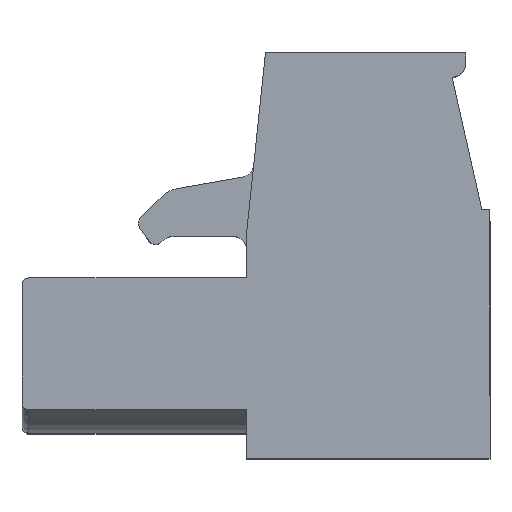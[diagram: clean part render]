
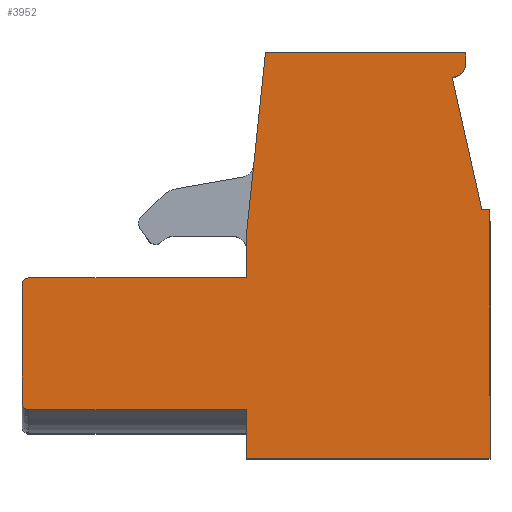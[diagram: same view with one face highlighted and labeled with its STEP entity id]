
A CAD part, top view. The second image highlights one B-rep face of the part: STEP entity #3952.
In plain terms, the highlighted planar face has unit normal (0, 0, 1).
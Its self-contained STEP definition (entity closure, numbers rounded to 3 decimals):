
#534=CARTESIAN_POINT('',(-3.7,8.3,2.5));
#535=VERTEX_POINT('',#534);
#542=CARTESIAN_POINT('',(-3.,15.,2.5));
#543=VERTEX_POINT('',#542);
#544=CARTESIAN_POINT('',(-3.7,8.3,2.5));
#545=DIRECTION('',(0.104,0.995,0.0));
#546=VECTOR('',#545,6.736);
#547=LINE('',#544,#546);
#548=EDGE_CURVE('',#535,#543,#547,.T.);
#3613=CARTESIAN_POINT('',(4.4,14.6,2.5));
#3614=VERTEX_POINT('',#3613);
#3615=CARTESIAN_POINT('',(3.9,14.1,2.5));
#3616=VERTEX_POINT('',#3615);
#3617=CARTESIAN_POINT('',(3.9,14.6,2.5));
#3618=DIRECTION('',(0.0,0.0,-1.0));
#3619=DIRECTION('',(0.707,-0.707,0.0));
#3620=AXIS2_PLACEMENT_3D('',#3617,#3618,#3619);
#3621=CIRCLE('',#3620,0.5);
#3622=EDGE_CURVE('',#3614,#3616,#3621,.T.);
#3647=CARTESIAN_POINT('',(4.4,15.0,2.5));
#3648=VERTEX_POINT('',#3647);
#3655=CARTESIAN_POINT('',(4.4,15.0,2.5));
#3656=DIRECTION('',(0.0,-1.0,0.0));
#3657=VECTOR('',#3656,0.4);
#3658=LINE('',#3655,#3657);
#3659=EDGE_CURVE('',#3648,#3614,#3658,.T.);
#3669=CARTESIAN_POINT('',(-11.75,1.8,2.5));
#3670=VERTEX_POINT('',#3669);
#3671=CARTESIAN_POINT('',(-12.,2.05,2.5));
#3672=VERTEX_POINT('',#3671);
#3673=CARTESIAN_POINT('',(-11.75,2.05,2.5));
#3674=DIRECTION('',(0.0,0.0,-1.0));
#3675=DIRECTION('',(-0.707,-0.707,0.0));
#3676=AXIS2_PLACEMENT_3D('',#3673,#3674,#3675);
#3677=CIRCLE('',#3676,0.25);
#3678=EDGE_CURVE('',#3670,#3672,#3677,.T.);
#3794=CARTESIAN_POINT('',(-12.,6.425,2.5));
#3795=VERTEX_POINT('',#3794);
#3796=CARTESIAN_POINT('',(-12.,6.425,2.5));
#3797=DIRECTION('',(0.0,-1.0,0.0));
#3798=VECTOR('',#3797,4.375);
#3799=LINE('',#3796,#3798);
#3800=EDGE_CURVE('',#3795,#3672,#3799,.T.);
#3865=CARTESIAN_POINT('',(0.798,7.341,2.5));
#3866=DIRECTION('',(0.0,0.0,1.0));
#3867=DIRECTION('',(1.0,0.0,0.0));
#3868=AXIS2_PLACEMENT_3D('',#3865,#3866,#3867);
#3869=PLANE('',#3868);
#3870=ORIENTED_EDGE('',*,*,#3622,.F.);
#3871=ORIENTED_EDGE('',*,*,#3659,.F.);
#3872=CARTESIAN_POINT('',(-3.,15.,2.5));
#3873=DIRECTION('',(1.0,0.0,0.0));
#3874=VECTOR('',#3873,7.4);
#3875=LINE('',#3872,#3874);
#3876=EDGE_CURVE('',#543,#3648,#3875,.T.);
#3877=ORIENTED_EDGE('',*,*,#3876,.F.);
#3878=ORIENTED_EDGE('',*,*,#548,.F.);
#3879=CARTESIAN_POINT('',(-3.7,6.675,2.5));
#3880=VERTEX_POINT('',#3879);
#3881=CARTESIAN_POINT('',(-3.7,6.675,2.5));
#3882=DIRECTION('',(0.0,1.0,0.0));
#3883=VECTOR('',#3882,1.625);
#3884=LINE('',#3881,#3883);
#3885=EDGE_CURVE('',#3880,#535,#3884,.T.);
#3886=ORIENTED_EDGE('',*,*,#3885,.F.);
#3887=CARTESIAN_POINT('',(-11.75,6.675,2.5));
#3888=VERTEX_POINT('',#3887);
#3889=CARTESIAN_POINT('',(-3.7,6.675,2.5));
#3890=DIRECTION('',(-1.0,0.0,0.0));
#3891=VECTOR('',#3890,8.05);
#3892=LINE('',#3889,#3891);
#3893=EDGE_CURVE('',#3880,#3888,#3892,.T.);
#3894=ORIENTED_EDGE('',*,*,#3893,.T.);
#3895=CARTESIAN_POINT('',(-11.75,6.425,2.5));
#3896=DIRECTION('',(0.0,0.0,-1.));
#3897=DIRECTION('',(-0.707,0.707,0.0));
#3898=AXIS2_PLACEMENT_3D('',#3895,#3896,#3897);
#3899=CIRCLE('',#3898,0.25);
#3900=EDGE_CURVE('',#3795,#3888,#3899,.T.);
#3901=ORIENTED_EDGE('',*,*,#3900,.F.);
#3902=ORIENTED_EDGE('',*,*,#3800,.T.);
#3903=ORIENTED_EDGE('',*,*,#3678,.F.);
#3904=CARTESIAN_POINT('',(-3.7,1.8,2.5));
#3905=VERTEX_POINT('',#3904);
#3906=CARTESIAN_POINT('',(-3.7,1.8,2.5));
#3907=DIRECTION('',(-1.0,0.0,0.0));
#3908=VECTOR('',#3907,8.05);
#3909=LINE('',#3906,#3908);
#3910=EDGE_CURVE('',#3905,#3670,#3909,.T.);
#3911=ORIENTED_EDGE('',*,*,#3910,.F.);
#3912=CARTESIAN_POINT('',(-3.7,0.0,2.5));
#3913=VERTEX_POINT('',#3912);
#3914=CARTESIAN_POINT('',(-3.7,0.0,2.5));
#3915=DIRECTION('',(0.0,1.0,0.0));
#3916=VECTOR('',#3915,1.8);
#3917=LINE('',#3914,#3916);
#3918=EDGE_CURVE('',#3913,#3905,#3917,.T.);
#3919=ORIENTED_EDGE('',*,*,#3918,.F.);
#3920=CARTESIAN_POINT('',(5.3,0.,2.5));
#3921=VERTEX_POINT('',#3920);
#3922=CARTESIAN_POINT('',(5.3,0.,2.5));
#3923=DIRECTION('',(-1.0,0.0,0.0));
#3924=VECTOR('',#3923,9.);
#3925=LINE('',#3922,#3924);
#3926=EDGE_CURVE('',#3921,#3913,#3925,.T.);
#3927=ORIENTED_EDGE('',*,*,#3926,.F.);
#3928=CARTESIAN_POINT('',(5.3,9.2,2.5));
#3929=VERTEX_POINT('',#3928);
#3930=CARTESIAN_POINT('',(5.3,9.2,2.5));
#3931=DIRECTION('',(0.0,-1.0,0.0));
#3932=VECTOR('',#3931,9.2);
#3933=LINE('',#3930,#3932);
#3934=EDGE_CURVE('',#3929,#3921,#3933,.T.);
#3935=ORIENTED_EDGE('',*,*,#3934,.F.);
#3936=CARTESIAN_POINT('',(5.,9.2,2.5));
#3937=VERTEX_POINT('',#3936);
#3938=CARTESIAN_POINT('',(5.,9.2,2.5));
#3939=DIRECTION('',(1.0,0.0,0.0));
#3940=VECTOR('',#3939,0.3);
#3941=LINE('',#3938,#3940);
#3942=EDGE_CURVE('',#3937,#3929,#3941,.T.);
#3943=ORIENTED_EDGE('',*,*,#3942,.F.);
#3944=CARTESIAN_POINT('',(3.9,14.1,2.5));
#3945=DIRECTION('',(0.219,-0.976,0.0));
#3946=VECTOR('',#3945,5.022);
#3947=LINE('',#3944,#3946);
#3948=EDGE_CURVE('',#3616,#3937,#3947,.T.);
#3949=ORIENTED_EDGE('',*,*,#3948,.F.);
#3950=EDGE_LOOP('',(#3870,#3871,#3877,#3878,#3886,#3894,#3901,#3902,#3903,#3911,#3919,#3927,#3935,#3943,#3949));
#3951=FACE_OUTER_BOUND('',#3950,.T.);
#3952=ADVANCED_FACE('',(#3951),#3869,.T.);
